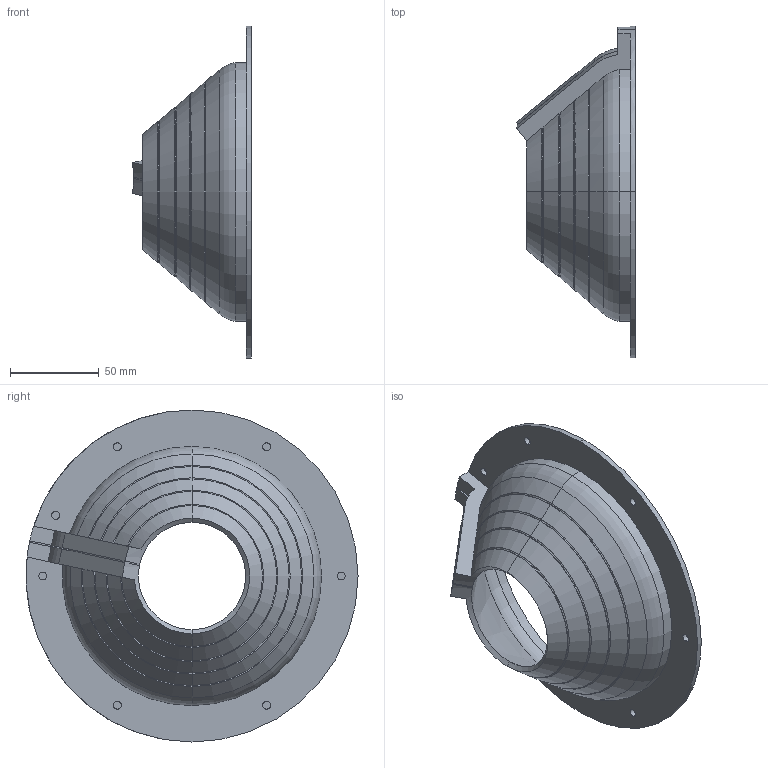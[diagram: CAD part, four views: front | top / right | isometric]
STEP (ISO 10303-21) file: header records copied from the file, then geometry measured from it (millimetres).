
FILE_DESCRIPTION (( 'STEP AP203' ), '1' );
FILE_NAME ('DUMMY-PIPEtite-PT(70-135)-BODY-Retro.STEP', '2012-10-03T00:13:35', ( 'user' ), ( '' ), 'SwSTEP 2.0', 'SolidWorks 2012', '' );
FILE_SCHEMA (( 'CONFIG_CONTROL_DESIGN' ));
Length unit declared in the file: millimetre
Products named in the file (1): DUMMY-PIPEtite-PT(70-135)-BODY-Retro
Bounding box: 66.91 x 187 x 187 mm (x, y, z)
Volume: 120535.5 mm3; surface area: 79265.1 mm2
Topology: 1 solids, 1 shells, 96 faces, 226 edges, 138 vertices
Faces by surface type: torus 29, cylinder 26, plane 22, cone 19
Entity records: 2942 total; most frequent: CARTESIAN_POINT 618, DIRECTION 509, ORIENTED_EDGE 452, EDGE_CURVE 226, AXIS2_PLACEMENT_3D 217, VERTEX_POINT 138, CIRCLE 120, EDGE_LOOP 104
